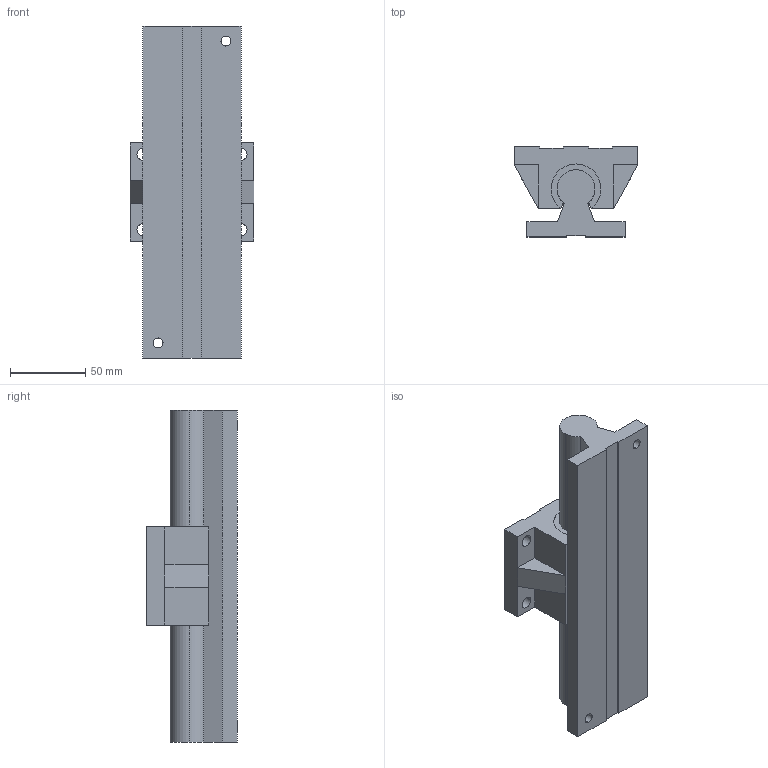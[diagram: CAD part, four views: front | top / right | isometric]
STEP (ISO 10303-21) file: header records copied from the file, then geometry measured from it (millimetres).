
FILE_DESCRIPTION (( 'STEP AP214' ), '1' );
FILE_NAME ('TBR25.STEP', '2025-12-03T09:29:54', ( '' ), ( '' ), 'SwSTEP 2.0', 'SolidWorks 2024', '' );
FILE_SCHEMA (( 'AUTOMOTIVE_DESIGN' ));
Length unit declared in the file: millimetre
Products named in the file (1): TBR25
Bounding box: 82 x 60 x 220 mm (x, y, z)
Volume: 421352.1 mm3; surface area: 74904.2 mm2
Topology: 2 solids, 2 shells, 339 faces, 928 edges, 616 vertices
Faces by surface type: plane 210, bspline 105, cylinder 24
Entity records: 16344 total; most frequent: CARTESIAN_POINT 8373, ORIENTED_EDGE 1856, DIRECTION 1230, EDGE_CURVE 928, LINE 664, VECTOR 664, VERTEX_POINT 616, EDGE_LOOP 374
